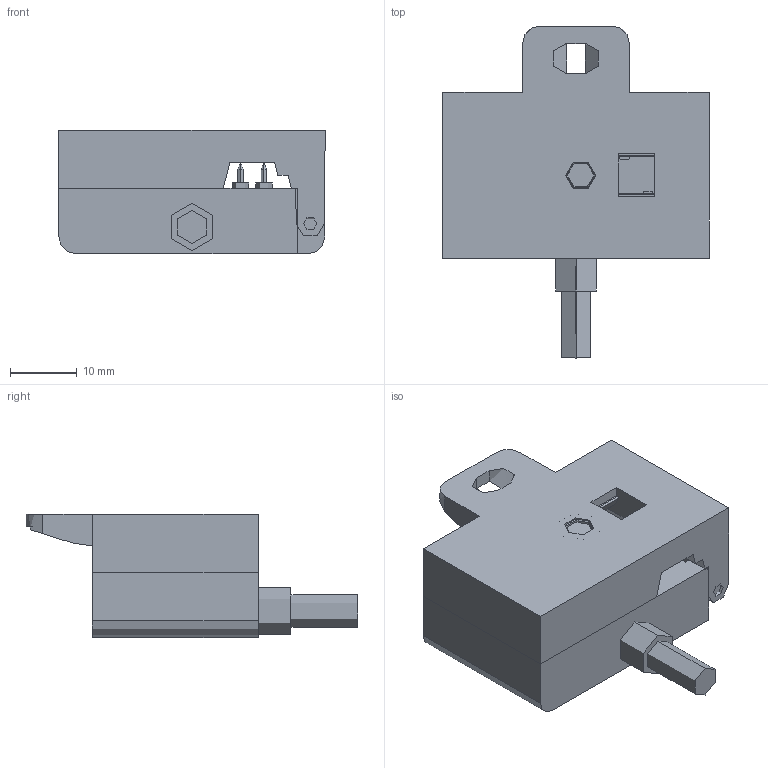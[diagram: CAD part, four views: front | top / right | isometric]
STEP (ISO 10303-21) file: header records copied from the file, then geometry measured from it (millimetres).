
FILE_DESCRIPTION((''),'2;1');
FILE_NAME('04BYF5_VARA','2009-01-20T',('IndustrieHansa'),('Pepperl+Fuchs'),'PRO/ENGINEER BY PARAMETRIC TECHNOLOGY CORPORATION, 2006420','PRO/ENGINEER BY PARAMETRIC TECHNOLOGY CORPORATION, 2006420','');
FILE_SCHEMA(('AUTOMOTIVE_DESIGN_CC2 { 1 2 10303 214 -1 1 5 2 }'));
Length unit declared in the file: millimetre
Products named in the file (1): 04BYF5_VARA
Bounding box: 39.8 x 49.58 x 18.45 mm (x, y, z)
Surface area: 671506.2 mm2 (no closed solid volume)
Topology: 0 solids, 0 shells, 169 faces, 832 edges, 824 vertices
Faces by surface type: bspline 169
Entity records: 15327 total; most frequent: CARTESIAN_POINT 5308, DIRECTION 1226, TRIMMED_CURVE 1076, VECTOR 926, LINE 926, DEFINITIONAL_REPRESENTATION 824, PCURVE 824, COMPOSITE_CURVE_SEGMENT 824
